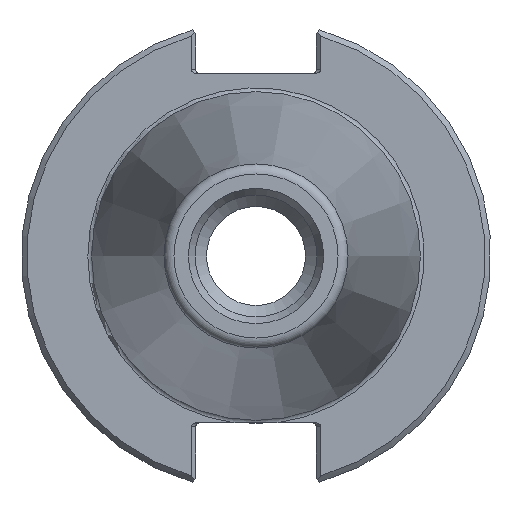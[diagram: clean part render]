
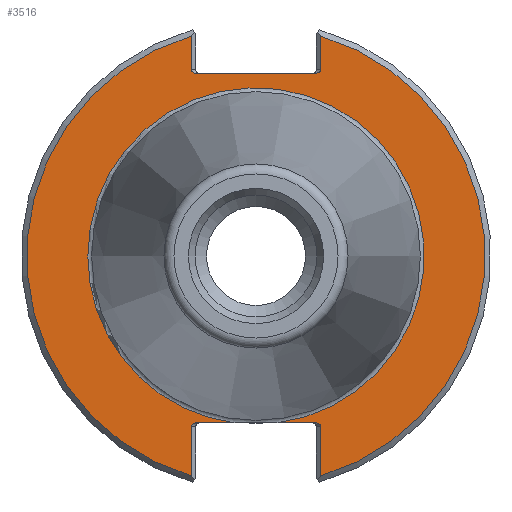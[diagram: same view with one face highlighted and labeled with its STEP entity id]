
A CAD part, left-side view. The second image highlights one B-rep face of the part: STEP entity #3516.
In plain terms, the highlighted planar face has unit normal (-1, 0, 0).
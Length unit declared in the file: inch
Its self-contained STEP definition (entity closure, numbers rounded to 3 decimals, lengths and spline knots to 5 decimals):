
#576=CARTESIAN_POINT('',(0.125,-0.31672,-0.888));
#577=VERTEX_POINT('',#576);
#584=CARTESIAN_POINT('',(0.125,-0.11172,-0.888));
#585=VERTEX_POINT('',#584);
#586=CARTESIAN_POINT('',(0.125,-0.31672,-0.888));
#587=DIRECTION('',(0.0,1.0,0.0));
#588=VECTOR('',#587,0.205);
#589=LINE('',#586,#588);
#590=EDGE_CURVE('',#577,#585,#589,.T.);
#592=CARTESIAN_POINT('',(0.125,0.11172,-0.888));
#593=VERTEX_POINT('',#592);
#608=CARTESIAN_POINT('',(0.125,0.31672,-0.888));
#609=VERTEX_POINT('',#608);
#610=CARTESIAN_POINT('',(0.125,0.11172,-0.888));
#611=DIRECTION('',(0.0,1.0,0.0));
#612=VECTOR('',#611,0.205);
#613=LINE('',#610,#612);
#614=EDGE_CURVE('',#593,#609,#613,.T.);
#2751=CARTESIAN_POINT('',(0.125,0.345,0.992));
#2752=VERTEX_POINT('',#2751);
#2759=CARTESIAN_POINT('',(0.125,0.31672,0.972));
#2760=VERTEX_POINT('',#2759);
#2761=CARTESIAN_POINT('',(0.125,0.31672,0.992));
#2762=DIRECTION('',(-1.0,0.0,0.0));
#2763=DIRECTION('',(0.0,1.0,0.0));
#2764=AXIS2_PLACEMENT_3D('',#2761,#2762,#2763);
#2765=ELLIPSE('',#2764,0.02828,0.02);
#2766=EDGE_CURVE('',#2752,#2760,#2765,.T.);
#2841=CARTESIAN_POINT('',(0.125,0.345,1.1702));
#2842=VERTEX_POINT('',#2841);
#2849=CARTESIAN_POINT('',(0.125,0.345,1.1702));
#2850=DIRECTION('',(0.0,0.0,-1.0));
#2851=VECTOR('',#2850,0.1782);
#2852=LINE('',#2849,#2851);
#2853=EDGE_CURVE('',#2842,#2752,#2852,.T.);
#2936=CARTESIAN_POINT('',(0.125,-0.31672,0.972));
#2937=VERTEX_POINT('',#2936);
#2944=CARTESIAN_POINT('',(0.125,-0.345,0.992));
#2945=VERTEX_POINT('',#2944);
#2946=CARTESIAN_POINT('',(0.125,-0.31672,0.992));
#2947=DIRECTION('',(-1.0,0.0,0.0));
#2948=DIRECTION('',(0.0,-1.0,0.0));
#2949=AXIS2_PLACEMENT_3D('',#2946,#2947,#2948);
#2950=ELLIPSE('',#2949,0.02828,0.02);
#2951=EDGE_CURVE('',#2937,#2945,#2950,.T.);
#2994=CARTESIAN_POINT('',(0.125,-0.345,1.1702));
#2995=VERTEX_POINT('',#2994);
#2996=CARTESIAN_POINT('',(0.125,-0.345,0.992));
#2997=DIRECTION('',(0.0,0.0,1.0));
#2998=VECTOR('',#2997,0.1782);
#2999=LINE('',#2996,#2998);
#3000=EDGE_CURVE('',#2945,#2995,#2999,.T.);
#3018=CARTESIAN_POINT('',(0.125,-0.345,-0.908));
#3019=VERTEX_POINT('',#3018);
#3020=CARTESIAN_POINT('',(0.125,-0.31672,-0.908));
#3021=DIRECTION('',(-1.0,0.0,0.0));
#3022=DIRECTION('',(0.0,-1.0,0.0));
#3023=AXIS2_PLACEMENT_3D('',#3020,#3021,#3022);
#3024=ELLIPSE('',#3023,0.02828,0.02);
#3025=EDGE_CURVE('',#3019,#577,#3024,.T.);
#3101=CARTESIAN_POINT('',(0.125,-0.345,-1.1702));
#3102=VERTEX_POINT('',#3101);
#3109=CARTESIAN_POINT('',(0.125,-0.345,-1.1702));
#3110=DIRECTION('',(0.0,0.0,1.0));
#3111=VECTOR('',#3110,0.2622);
#3112=LINE('',#3109,#3111);
#3113=EDGE_CURVE('',#3102,#3019,#3112,.T.);
#3185=CARTESIAN_POINT('',(0.125,0.345,-0.908));
#3186=VERTEX_POINT('',#3185);
#3187=CARTESIAN_POINT('',(0.125,0.31672,-0.908));
#3188=DIRECTION('',(-1.0,0.0,0.0));
#3189=DIRECTION('',(0.0,1.0,0.0));
#3190=AXIS2_PLACEMENT_3D('',#3187,#3188,#3189);
#3191=ELLIPSE('',#3190,0.02828,0.02);
#3192=EDGE_CURVE('',#609,#3186,#3191,.T.);
#3235=CARTESIAN_POINT('',(0.125,0.345,-1.1702));
#3236=VERTEX_POINT('',#3235);
#3237=CARTESIAN_POINT('',(0.125,0.345,-0.908));
#3238=DIRECTION('',(0.0,0.0,-1.0));
#3239=VECTOR('',#3238,0.2622);
#3240=LINE('',#3237,#3239);
#3241=EDGE_CURVE('',#3186,#3236,#3240,.T.);
#3308=CARTESIAN_POINT('',(0.125,0.31672,0.972));
#3309=DIRECTION('',(0.0,-1.0,0.0));
#3310=VECTOR('',#3309,0.63343);
#3311=LINE('',#3308,#3310);
#3312=EDGE_CURVE('',#2760,#2937,#3311,.T.);
#3462=CARTESIAN_POINT('',(0.125,0.,0.0));
#3463=DIRECTION('',(-1.0,0.0,0.0));
#3464=DIRECTION('',(0.0,-1.0,0.0));
#3465=AXIS2_PLACEMENT_3D('',#3462,#3463,#3464);
#3466=CIRCLE('',#3465,0.895);
#3467=EDGE_CURVE('',#585,#593,#3466,.T.);
#3483=CARTESIAN_POINT('',(0.125,1.0625,0.0));
#3484=DIRECTION('',(-1.0,0.0,0.0));
#3485=DIRECTION('',(0.0,0.0,1.0));
#3486=AXIS2_PLACEMENT_3D('',#3483,#3484,#3485);
#3487=PLANE('',#3486);
#3488=ORIENTED_EDGE('',*,*,#3467,.F.);
#3489=ORIENTED_EDGE('',*,*,#590,.F.);
#3490=ORIENTED_EDGE('',*,*,#3025,.F.);
#3491=ORIENTED_EDGE('',*,*,#3113,.F.);
#3492=CARTESIAN_POINT('',(0.125,0.,0.0));
#3493=DIRECTION('',(1.0,0.0,0.0));
#3494=DIRECTION('',(0.0,-1.0,0.0));
#3495=AXIS2_PLACEMENT_3D('',#3492,#3493,#3494);
#3496=CIRCLE('',#3495,1.22);
#3497=EDGE_CURVE('',#2995,#3102,#3496,.T.);
#3498=ORIENTED_EDGE('',*,*,#3497,.F.);
#3499=ORIENTED_EDGE('',*,*,#3000,.F.);
#3500=ORIENTED_EDGE('',*,*,#2951,.F.);
#3501=ORIENTED_EDGE('',*,*,#3312,.F.);
#3502=ORIENTED_EDGE('',*,*,#2766,.F.);
#3503=ORIENTED_EDGE('',*,*,#2853,.F.);
#3504=CARTESIAN_POINT('',(0.125,0.,0.0));
#3505=DIRECTION('',(1.0,0.0,0.0));
#3506=DIRECTION('',(0.0,1.0,0.0));
#3507=AXIS2_PLACEMENT_3D('',#3504,#3505,#3506);
#3508=CIRCLE('',#3507,1.22);
#3509=EDGE_CURVE('',#3236,#2842,#3508,.T.);
#3510=ORIENTED_EDGE('',*,*,#3509,.F.);
#3511=ORIENTED_EDGE('',*,*,#3241,.F.);
#3512=ORIENTED_EDGE('',*,*,#3192,.F.);
#3513=ORIENTED_EDGE('',*,*,#614,.F.);
#3514=EDGE_LOOP('',(#3488,#3489,#3490,#3491,#3498,#3499,#3500,#3501,#3502,#3503,#3510,#3511,#3512,#3513));
#3515=FACE_OUTER_BOUND('',#3514,.T.);
#3516=ADVANCED_FACE('',(#3515),#3487,.T.);
